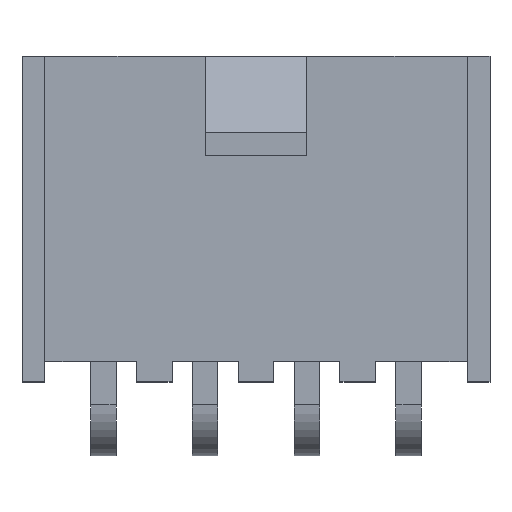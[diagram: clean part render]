
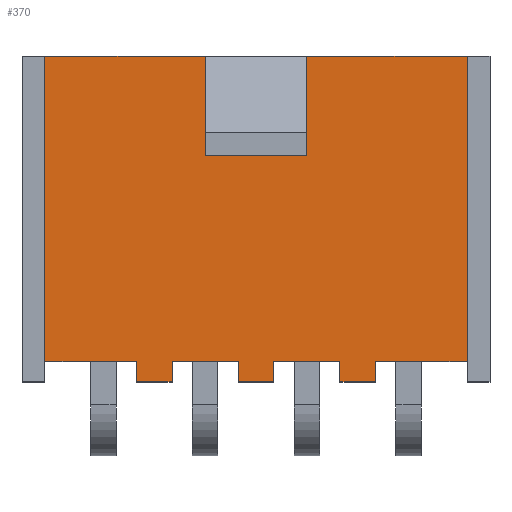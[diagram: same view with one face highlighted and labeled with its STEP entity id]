
A CAD part, top view. The second image highlights one B-rep face of the part: STEP entity #370.
In plain terms, the highlighted planar face has unit normal (0, 0, 1).
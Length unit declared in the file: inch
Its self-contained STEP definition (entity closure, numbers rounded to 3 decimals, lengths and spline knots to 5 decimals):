
#370 = ADVANCED_FACE( '', ( #788 ), #789, .F. );
#788 = FACE_OUTER_BOUND( '', #1260, .T. );
#789 = PLANE( '', #1261 );
#1260 = EDGE_LOOP( '', ( #2282, #2283, #2284, #2285, #2286, #2287, #2288, #2289, #2290, #2291, #2292, #2293, #2294, #2295, #2296, #2297, #2298, #2299, #2300, #2301 ) );
#1261 = AXIS2_PLACEMENT_3D( '', #2302, #2303, #2304 );
#2282 = ORIENTED_EDGE( '', *, *, #3368, .F. );
#2283 = ORIENTED_EDGE( '', *, *, #3411, .F. );
#2284 = ORIENTED_EDGE( '', *, *, #3249, .T. );
#2285 = ORIENTED_EDGE( '', *, *, #3412, .T. );
#2286 = ORIENTED_EDGE( '', *, *, #3365, .F. );
#2287 = ORIENTED_EDGE( '', *, *, #3413, .T. );
#2288 = ORIENTED_EDGE( '', *, *, #3014, .F. );
#2289 = ORIENTED_EDGE( '', *, *, #3242, .T. );
#2290 = ORIENTED_EDGE( '', *, *, #3081, .T. );
#2291 = ORIENTED_EDGE( '', *, *, #3397, .T. );
#2292 = ORIENTED_EDGE( '', *, *, #3010, .F. );
#2293 = ORIENTED_EDGE( '', *, *, #3071, .T. );
#2294 = ORIENTED_EDGE( '', *, *, #3108, .T. );
#2295 = ORIENTED_EDGE( '', *, *, #3221, .T. );
#2296 = ORIENTED_EDGE( '', *, *, #3006, .F. );
#2297 = ORIENTED_EDGE( '', *, *, #3414, .T. );
#2298 = ORIENTED_EDGE( '', *, *, #3415, .T. );
#2299 = ORIENTED_EDGE( '', *, *, #3416, .T. );
#2300 = ORIENTED_EDGE( '', *, *, #3002, .F. );
#2301 = ORIENTED_EDGE( '', *, *, #2988, .F. );
#2302 = CARTESIAN_POINT( '', ( -0.2075, 0.32, 0.1 ) );
#2303 = DIRECTION( '', ( 0., 0., -1. ) );
#2304 = DIRECTION( '', ( -1., 0., 0. ) );
#2988 = EDGE_CURVE( '', #3588, #3590, #3591, .T. );
#3002 = EDGE_CURVE( '', #3590, #3615, #3616, .T. );
#3006 = EDGE_CURVE( '', #3621, #3623, #3624, .T. );
#3010 = EDGE_CURVE( '', #3629, #3631, #3632, .T. );
#3014 = EDGE_CURVE( '', #3637, #3639, #3640, .T. );
#3071 = EDGE_CURVE( '', #3629, #3747, #3748, .T. );
#3081 = EDGE_CURVE( '', #3765, #3762, #3766, .T. );
#3108 = EDGE_CURVE( '', #3747, #3807, #3810, .T. );
#3221 = EDGE_CURVE( '', #3807, #3623, #4004, .T. );
#3242 = EDGE_CURVE( '', #3637, #3765, #4037, .T. );
#3249 = EDGE_CURVE( '', #4046, #4044, #4047, .T. );
#3365 = EDGE_CURVE( '', #4213, #4215, #4216, .T. );
#3368 = EDGE_CURVE( '', #4218, #3588, #4220, .T. );
#3397 = EDGE_CURVE( '', #3762, #3631, #4257, .T. );
#3411 = EDGE_CURVE( '', #4046, #4218, #4273, .T. );
#3412 = EDGE_CURVE( '', #4044, #4215, #4274, .T. );
#3413 = EDGE_CURVE( '', #4213, #3639, #4275, .T. );
#3414 = EDGE_CURVE( '', #3621, #4276, #4277, .T. );
#3415 = EDGE_CURVE( '', #4276, #4278, #4279, .T. );
#3416 = EDGE_CURVE( '', #4278, #3615, #4280, .T. );
#3588 = VERTEX_POINT( '', #4480 );
#3590 = VERTEX_POINT( '', #4483 );
#3591 = LINE( '', #4484, #4485 );
#3615 = VERTEX_POINT( '', #4520 );
#3616 = LINE( '', #4521, #4522 );
#3621 = VERTEX_POINT( '', #4529 );
#3623 = VERTEX_POINT( '', #4532 );
#3624 = LINE( '', #4533, #4534 );
#3629 = VERTEX_POINT( '', #4541 );
#3631 = VERTEX_POINT( '', #4544 );
#3632 = LINE( '', #4545, #4546 );
#3637 = VERTEX_POINT( '', #4553 );
#3639 = VERTEX_POINT( '', #4556 );
#3640 = LINE( '', #4557, #4558 );
#3747 = VERTEX_POINT( '', #4714 );
#3748 = LINE( '', #4715, #4716 );
#3762 = VERTEX_POINT( '', #4736 );
#3765 = VERTEX_POINT( '', #4740 );
#3766 = LINE( '', #4741, #4742 );
#3807 = VERTEX_POINT( '', #4799 );
#3810 = LINE( '', #4803, #4804 );
#4004 = LINE( '', #5094, #5095 );
#4037 = LINE( '', #5143, #5144 );
#4044 = VERTEX_POINT( '', #5154 );
#4046 = VERTEX_POINT( '', #5157 );
#4047 = LINE( '', #5158, #5159 );
#4213 = VERTEX_POINT( '', #5410 );
#4215 = VERTEX_POINT( '', #5413 );
#4216 = LINE( '', #5414, #5415 );
#4218 = VERTEX_POINT( '', #5418 );
#4220 = LINE( '', #5421, #5422 );
#4257 = LINE( '', #5478, #5479 );
#4273 = LINE( '', #5504, #5505 );
#4274 = LINE( '', #5506, #5507 );
#4275 = LINE( '', #5508, #5509 );
#4276 = VERTEX_POINT( '', #5510 );
#4277 = LINE( '', #5511, #5512 );
#4278 = VERTEX_POINT( '', #5513 );
#4279 = LINE( '', #5514, #5515 );
#4280 = LINE( '', #5516, #5517 );
#4480 = CARTESIAN_POINT( '', ( 0.2075, 0.32, 0.1 ) );
#4483 = CARTESIAN_POINT( '', ( 0.2075, 0.02, 0.1 ) );
#4484 = CARTESIAN_POINT( '', ( 0.2075, 0.32, 0.1 ) );
#4485 = VECTOR( '', #5761, 39.37008 );
#4520 = CARTESIAN_POINT( '', ( 0.1175, 0.02, 0.1 ) );
#4521 = CARTESIAN_POINT( '', ( 0.23, 0.02, 0.1 ) );
#4522 = VECTOR( '', #5773, 39.37008 );
#4529 = CARTESIAN_POINT( '', ( 0.0825, 0.02, 0.1 ) );
#4532 = CARTESIAN_POINT( '', ( 0.0175, 0.02, 0.1 ) );
#4533 = CARTESIAN_POINT( '', ( 0.23, 0.02, 0.1 ) );
#4534 = VECTOR( '', #5777, 39.37008 );
#4541 = CARTESIAN_POINT( '', ( -0.0175, 0.02, 0.1 ) );
#4544 = CARTESIAN_POINT( '', ( -0.0825, 0.02, 0.1 ) );
#4545 = CARTESIAN_POINT( '', ( 0.23, 0.02, 0.1 ) );
#4546 = VECTOR( '', #5781, 39.37008 );
#4553 = CARTESIAN_POINT( '', ( -0.1175, 0.02, 0.1 ) );
#4556 = CARTESIAN_POINT( '', ( -0.2075, 0.02, 0.1 ) );
#4557 = CARTESIAN_POINT( '', ( 0.23, 0.02, 0.1 ) );
#4558 = VECTOR( '', #5785, 39.37008 );
#4714 = CARTESIAN_POINT( '', ( -0.0175, 0., 0.1 ) );
#4715 = CARTESIAN_POINT( '', ( -0.0175, 0., 0.1 ) );
#4716 = VECTOR( '', #5841, 39.37008 );
#4736 = CARTESIAN_POINT( '', ( -0.0825, 0., 0.1 ) );
#4740 = CARTESIAN_POINT( '', ( -0.1175, 0., 0.1 ) );
#4741 = CARTESIAN_POINT( '', ( -0.2075, 0., 0.1 ) );
#4742 = VECTOR( '', #5849, 39.37008 );
#4799 = CARTESIAN_POINT( '', ( 0.0175, 0., 0.1 ) );
#4803 = CARTESIAN_POINT( '', ( -0.2075, 0., 0.1 ) );
#4804 = VECTOR( '', #5876, 39.37008 );
#5094 = CARTESIAN_POINT( '', ( 0.0175, 0.02, 0.1 ) );
#5095 = VECTOR( '', #5973, 39.37008 );
#5143 = CARTESIAN_POINT( '', ( -0.1175, -0.02, 0.1 ) );
#5144 = VECTOR( '', #5989, 39.37008 );
#5154 = CARTESIAN_POINT( '', ( -0.05, 0.233, 0.1 ) );
#5157 = CARTESIAN_POINT( '', ( 0.05, 0.233, 0.1 ) );
#5158 = CARTESIAN_POINT( '', ( 0.05, 0.233, 0.1 ) );
#5159 = VECTOR( '', #5994, 39.37008 );
#5410 = CARTESIAN_POINT( '', ( -0.2075, 0.32, 0.1 ) );
#5413 = CARTESIAN_POINT( '', ( -0.05, 0.32, 0.1 ) );
#5414 = CARTESIAN_POINT( '', ( -0.2075, 0.32, 0.1 ) );
#5415 = VECTOR( '', #6099, 39.37008 );
#5418 = CARTESIAN_POINT( '', ( 0.05, 0.32, 0.1 ) );
#5421 = CARTESIAN_POINT( '', ( -0.2075, 0.32, 0.1 ) );
#5422 = VECTOR( '', #6102, 39.37008 );
#5478 = CARTESIAN_POINT( '', ( -0.0825, 0.02, 0.1 ) );
#5479 = VECTOR( '', #6122, 39.37008 );
#5504 = CARTESIAN_POINT( '', ( 0.05, 0.233, 0.1 ) );
#5505 = VECTOR( '', #6132, 39.37008 );
#5506 = CARTESIAN_POINT( '', ( -0.05, 0.233, 0.1 ) );
#5507 = VECTOR( '', #6133, 39.37008 );
#5508 = CARTESIAN_POINT( '', ( -0.2075, 0.32, 0.1 ) );
#5509 = VECTOR( '', #6134, 39.37008 );
#5510 = CARTESIAN_POINT( '', ( 0.0825, 0., 0.1 ) );
#5511 = CARTESIAN_POINT( '', ( 0.0825, 0., 0.1 ) );
#5512 = VECTOR( '', #6135, 39.37008 );
#5513 = CARTESIAN_POINT( '', ( 0.1175, 0., 0.1 ) );
#5514 = CARTESIAN_POINT( '', ( -0.2075, 0., 0.1 ) );
#5515 = VECTOR( '', #6136, 39.37008 );
#5516 = CARTESIAN_POINT( '', ( 0.1175, 0.02, 0.1 ) );
#5517 = VECTOR( '', #6137, 39.37008 );
#5761 = DIRECTION( '', ( 0., -1., 0. ) );
#5773 = DIRECTION( '', ( -1., 0., 0. ) );
#5777 = DIRECTION( '', ( -1., 0., 0. ) );
#5781 = DIRECTION( '', ( -1., 0., 0. ) );
#5785 = DIRECTION( '', ( -1., 0., 0. ) );
#5841 = DIRECTION( '', ( 0., -1., 0. ) );
#5849 = DIRECTION( '', ( 1., 0., 0. ) );
#5876 = DIRECTION( '', ( 1., 0., 0. ) );
#5973 = DIRECTION( '', ( 0., 1., 0. ) );
#5989 = DIRECTION( '', ( 0., -1., 0. ) );
#5994 = DIRECTION( '', ( -1., 0., 0. ) );
#6099 = DIRECTION( '', ( 1., 0., 0. ) );
#6102 = DIRECTION( '', ( 1., 0., 0. ) );
#6122 = DIRECTION( '', ( 0., 1., 0. ) );
#6132 = DIRECTION( '', ( 0., 1., 0. ) );
#6133 = DIRECTION( '', ( 0., 1., 0. ) );
#6134 = DIRECTION( '', ( 0., -1., 0. ) );
#6135 = DIRECTION( '', ( 0., -1., 0. ) );
#6136 = DIRECTION( '', ( 1., 0., 0. ) );
#6137 = DIRECTION( '', ( 0., 1., 0. ) );
